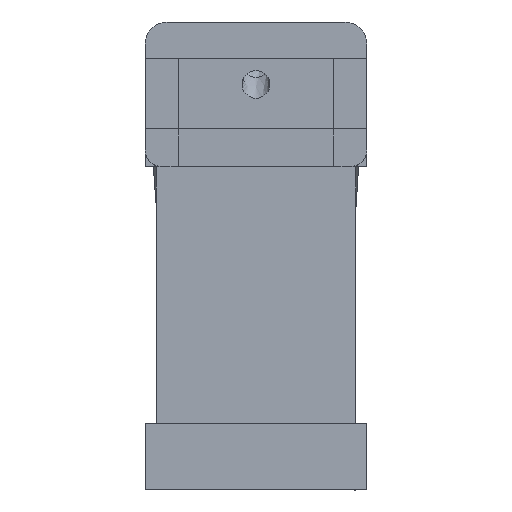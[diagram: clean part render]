
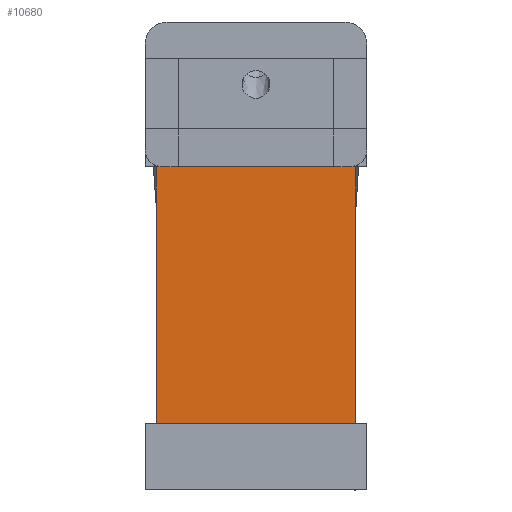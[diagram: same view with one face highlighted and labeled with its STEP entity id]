
A CAD part, top view. The second image highlights one B-rep face of the part: STEP entity #10680.
In plain terms, the highlighted face is planar.
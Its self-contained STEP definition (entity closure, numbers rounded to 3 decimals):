
#809=FACE_OUTER_BOUND('',#1391,.T.);
#1391=EDGE_LOOP('',(#8661,#8662,#8663,#8664));
#2496=LINE('',#17429,#3639);
#2497=LINE('',#17432,#3640);
#2500=LINE('',#17438,#3643);
#2503=LINE('',#17443,#3646);
#3639=VECTOR('',#13440,10.);
#3640=VECTOR('',#13443,10.);
#3643=VECTOR('',#13448,10.);
#3646=VECTOR('',#13453,10.);
#4799=VERTEX_POINT('',#17388);
#4804=VERTEX_POINT('',#17398);
#4813=VERTEX_POINT('',#17431);
#4815=VERTEX_POINT('',#17437);
#6160=EDGE_CURVE('',#4799,#4804,#2496,.T.);
#6161=EDGE_CURVE('',#4804,#4813,#2497,.T.);
#6164=EDGE_CURVE('',#4815,#4799,#2500,.T.);
#6167=EDGE_CURVE('',#4813,#4815,#2503,.T.);
#8661=ORIENTED_EDGE('',*,*,#6167,.F.);
#8662=ORIENTED_EDGE('',*,*,#6161,.F.);
#8663=ORIENTED_EDGE('',*,*,#6160,.F.);
#8664=ORIENTED_EDGE('',*,*,#6164,.F.);
#10211=PLANE('',#11498);
#10680=ADVANCED_FACE('',(#809),#10211,.F.);
#11498=AXIS2_PLACEMENT_3D('',#17446,#13457,#13458);
#13440=DIRECTION('',(0.,0.,-1.));
#13443=DIRECTION('',(0.,1.,0.));
#13448=DIRECTION('',(0.,-1.,0.));
#13453=DIRECTION('',(0.,0.,1.));
#13457=DIRECTION('center_axis',(1.,0.,0.));
#13458=DIRECTION('ref_axis',(0.,0.,-1.));
#17388=CARTESIAN_POINT('',(0.,-23.,1.033));
#17398=CARTESIAN_POINT('',(0.,-23.,-16.967));
#17429=CARTESIAN_POINT('',(0.,-23.,1.033));
#17431=CARTESIAN_POINT('',(0.,0.1,-16.967));
#17432=CARTESIAN_POINT('',(0.,-23.,-16.967));
#17437=CARTESIAN_POINT('',(0.,0.1,1.033));
#17438=CARTESIAN_POINT('',(0.,0.1,1.033));
#17443=CARTESIAN_POINT('',(0.,0.1,-16.967));
#17446=CARTESIAN_POINT('Origin',(0.,-11.45,-7.967));
